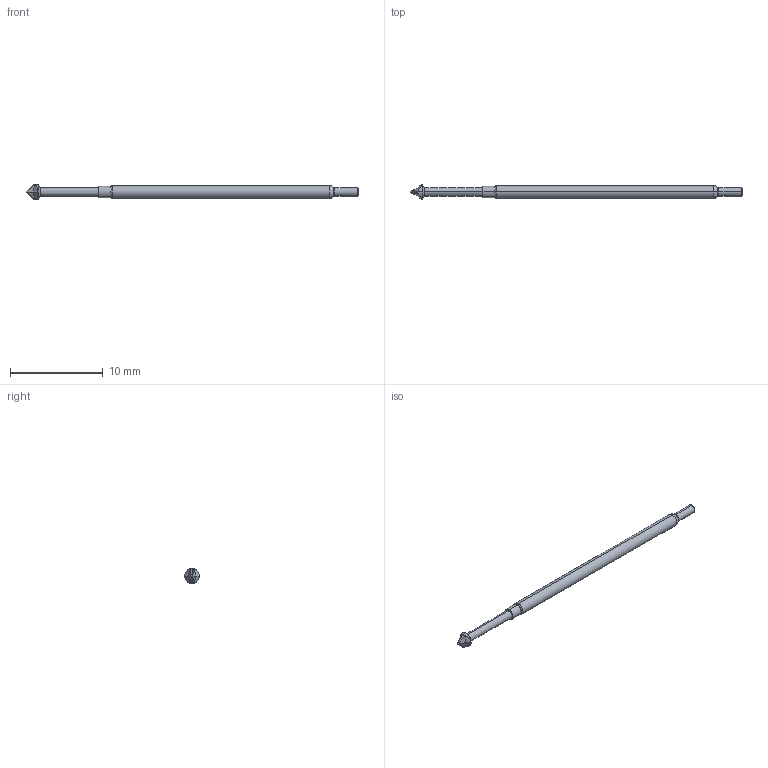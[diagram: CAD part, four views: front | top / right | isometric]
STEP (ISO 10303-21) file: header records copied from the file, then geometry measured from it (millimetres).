
FILE_DESCRIPTION (( 'STEP AP214' ), '1' );
FILE_NAME ('X75-PRP2551_-_.STEP', '2016-04-12T16:44:36', ( 'spare' ), ( '' ), 'SwSTEP 2.0', 'SolidWorks 2016', '' );
FILE_SCHEMA (( 'AUTOMOTIVE_DESIGN' ));
Length unit declared in the file: inch
Products named in the file (1): X75-PRP2551_-_
Bounding box: 35.81 x 1.58 x 1.58 mm (x, y, z)
Volume: 44 mm3; surface area: 141.6 mm2
Topology: 1 solids, 1 shells, 41 faces, 82 edges, 44 vertices
Faces by surface type: plane 15, cone 10, cylinder 8, torus 8
Entity records: 1609 total; most frequent: DIRECTION 194, CARTESIAN_POINT 192, ORIENTED_EDGE 164, EDGE_CURVE 82, AXIS2_PLACEMENT_3D 78, VERTEX_POINT 44, LENGTH_MEASURE_WITH_UNIT 44, UNCERTAINTY_MEASURE_WITH_UNIT 44
